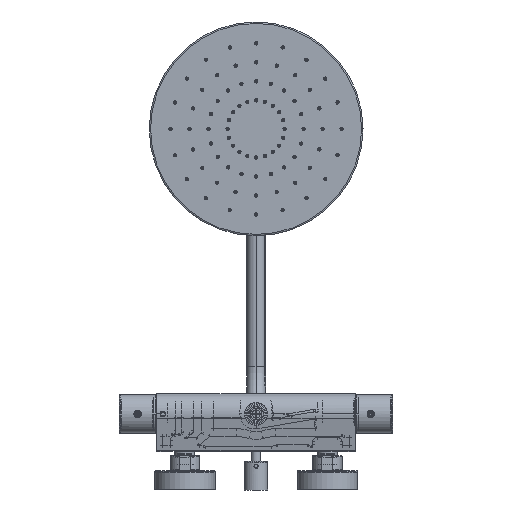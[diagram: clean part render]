
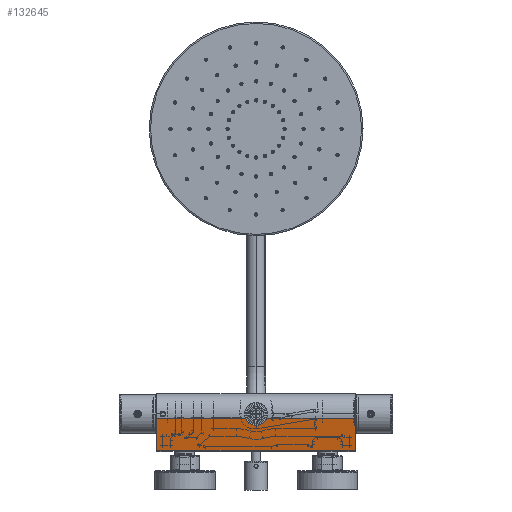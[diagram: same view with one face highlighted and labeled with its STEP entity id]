
A CAD part, front view. The second image highlights one B-rep face of the part: STEP entity #132645.
In plain terms, the highlighted planar face has unit normal (0, -0.976, -0.216).
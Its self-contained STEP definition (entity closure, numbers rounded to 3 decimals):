
#72011=DIRECTION('',(-1.,0.,0.));
#72012=VECTOR('',#72011,209.);
#72013=CARTESIAN_POINT('',(104.5,-67.516,-38.343));
#72014=LINE('',#72013,#72012);
#72235=CARTESIAN_POINT('',(-11.192,-74.996,
-4.599));
#72236=CARTESIAN_POINT('',(-11.075,-74.933,
-4.883));
#72237=CARTESIAN_POINT('',(-10.842,-74.821,
-5.391));
#72238=CARTESIAN_POINT('',(-10.376,-74.629,
-6.256));
#72239=CARTESIAN_POINT('',(-9.793,-74.433,
-7.139));
#72240=CARTESIAN_POINT('',(-9.093,-74.241,
-8.006));
#72241=CARTESIAN_POINT('',(-8.394,-74.08,
-8.733));
#72242=CARTESIAN_POINT('',(-7.694,-73.942,
-9.353));
#72243=CARTESIAN_POINT('',(-6.762,-73.785,
-10.063));
#72244=CARTESIAN_POINT('',(-5.596,-73.629,
-10.766));
#72245=CARTESIAN_POINT('',(-4.197,-73.493,
-11.381));
#72246=CARTESIAN_POINT('',(-2.798,-73.4,
-11.801));
#72247=CARTESIAN_POINT('',(-1.399,-73.345,
-12.046));
#72248=CARTESIAN_POINT('',(0.,-73.327,
-12.127));
#72249=CARTESIAN_POINT('',(1.399,-73.345,
-12.046));
#72250=CARTESIAN_POINT('',(2.798,-73.4,
-11.801));
#72251=CARTESIAN_POINT('',(4.197,-73.493,
-11.381));
#72252=CARTESIAN_POINT('',(5.596,-73.629,
-10.766));
#72253=CARTESIAN_POINT('',(6.762,-73.785,
-10.063));
#72254=CARTESIAN_POINT('',(7.694,-73.942,
-9.353));
#72255=CARTESIAN_POINT('',(8.394,-74.08,
-8.733));
#72256=CARTESIAN_POINT('',(9.093,-74.241,
-8.006));
#72257=CARTESIAN_POINT('',(9.793,-74.433,
-7.139));
#72258=CARTESIAN_POINT('',(10.376,-74.629,
-6.256));
#72259=CARTESIAN_POINT('',(10.842,-74.821,
-5.391));
#72260=CARTESIAN_POINT('',(11.075,-74.933,
-4.883));
#72261=CARTESIAN_POINT('',(11.192,-74.996,
-4.599));
#72263=DIRECTION('',(0.,0.216,-0.976));
#72264=VECTOR('',#72263,34.563);
#72265=CARTESIAN_POINT('',(104.5,-74.996,-4.599));
#72266=LINE('',#72265,#72264);
#72267=DIRECTION('',(0.,0.216,-0.976));
#72268=VECTOR('',#72267,34.563);
#72269=CARTESIAN_POINT('',(-104.5,-74.996,-4.599));
#72270=LINE('',#72269,#72268);
#72423=DIRECTION('',(1.,0.,0.));
#72424=VECTOR('',#72423,93.308);
#72425=CARTESIAN_POINT('',(11.192,-74.996,
-4.599));
#72426=LINE('',#72425,#72424);
#72443=CARTESIAN_POINT('',(11.192,-74.996,
-4.599));
#72552=CARTESIAN_POINT('',(-11.192,-74.996,
-4.599));
#72570=DIRECTION('',(1.,0.,0.));
#72571=VECTOR('',#72570,93.308);
#72572=CARTESIAN_POINT('',(-104.5,-74.996,-4.599));
#72573=LINE('',#72572,#72571);
#125318=CARTESIAN_POINT('',(104.5,-67.516,-38.343));
#125319=VERTEX_POINT('',#125318);
#125324=CARTESIAN_POINT('',(104.5,-74.996,-4.599));
#125325=VERTEX_POINT('',#125324);
#125332=CARTESIAN_POINT('',(-104.5,-67.516,-38.343));
#125333=VERTEX_POINT('',#125332);
#125336=CARTESIAN_POINT('',(-104.5,-74.996,-4.599));
#125338=VERTEX_POINT('',#125336);
#125378=VERTEX_POINT('',#72443);
#125379=VERTEX_POINT('',#72552);
#132628=CARTESIAN_POINT('',(108.481,-74.996,
-4.599));
#132629=DIRECTION('',(0.,0.976,0.216));
#132630=DIRECTION('',(0.,0.216,-0.976));
#132631=AXIS2_PLACEMENT_3D('',#132628,#132629,#132630);
#132632=PLANE('',#132631);
#132634=ORIENTED_EDGE('',*,*,#132633,.T.);
#132636=ORIENTED_EDGE('',*,*,#132635,.T.);
#132637=ORIENTED_EDGE('',*,*,#132576,.T.);
#132638=ORIENTED_EDGE('',*,*,#132321,.T.);
#132640=ORIENTED_EDGE('',*,*,#132639,.F.);
#132642=ORIENTED_EDGE('',*,*,#132641,.T.);
#132643=EDGE_LOOP('',(#132634,#132636,#132637,#132638,#132640,#132642));
#132644=FACE_OUTER_BOUND('',#132643,.F.);
#132645=ADVANCED_FACE('',(#132644),#132632,.F.);
#72262=B_SPLINE_CURVE_WITH_KNOTS('',3,(#72235,#72236,#72237,#72238,#72239,
#72240,#72241,#72242,#72243,#72244,#72245,#72246,#72247,#72248,#72249,#72250,
#72251,#72252,#72253,#72254,#72255,#72256,#72257,#72258,#72259,#72260,#72261),
.UNSPECIFIED.,.F.,.F.,(4,1,1,1,1,1,1,1,1,1,1,1,1,1,1,1,1,1,1,1,1,1,1,1,4),(0.,
0.016,0.031,0.063,0.094,0.125,0.156,0.188,0.25,0.313,
0.375,0.438,0.5,0.563,0.625,0.688,0.75,0.813,0.844,
0.875,0.906,0.938,0.969,0.984,1.),.UNSPECIFIED.);
#132321=EDGE_CURVE('',#125319,#125333,#72014,.T.);
#132576=EDGE_CURVE('',#125325,#125319,#72266,.T.);
#132633=EDGE_CURVE('',#125379,#125378,#72262,.T.);
#132635=EDGE_CURVE('',#125378,#125325,#72426,.T.);
#132639=EDGE_CURVE('',#125338,#125333,#72270,.T.);
#132641=EDGE_CURVE('',#125338,#125379,#72573,.T.);
